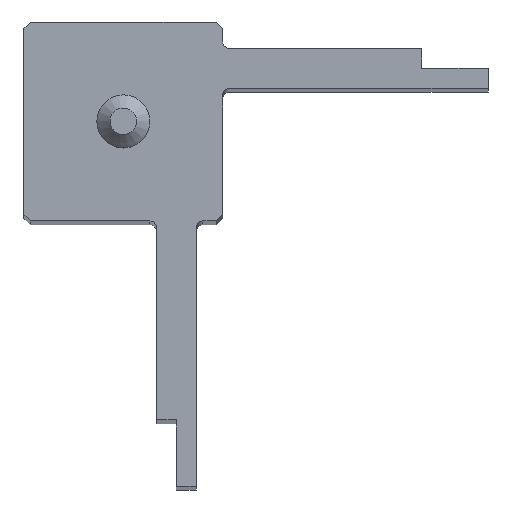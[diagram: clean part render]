
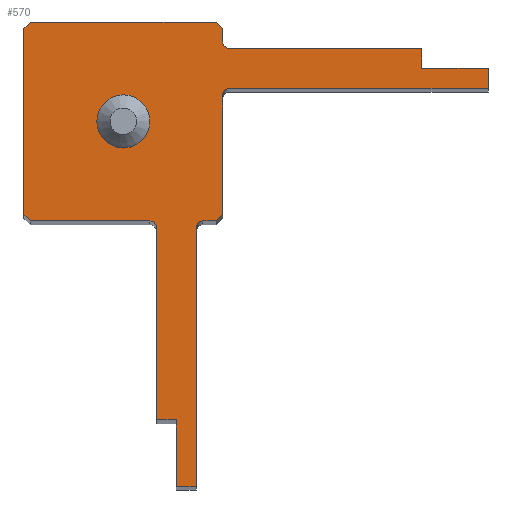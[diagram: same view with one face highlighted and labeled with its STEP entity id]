
A CAD part, top view. The second image highlights one B-rep face of the part: STEP entity #570.
In plain terms, the highlighted planar face has unit normal (0, 0, 1).
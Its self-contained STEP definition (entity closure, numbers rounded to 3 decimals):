
#24=FACE_BOUND('',#78,.T.);
#30=CIRCLE('',#622,0.5);
#31=CIRCLE('',#623,0.5);
#32=CIRCLE('',#624,0.5);
#33=CIRCLE('',#625,0.5);
#34=CIRCLE('',#626,2.);
#44=FACE_OUTER_BOUND('',#77,.T.);
#77=EDGE_LOOP('',(#418,#419,#420,#421,#422,#423,#424,#425,#426,#427,#428,
#429,#430,#431,#432,#433,#434,#435,#436,#437,#438,#439,#440,#441));
#78=EDGE_LOOP('',(#442));
#105=LINE('',#823,#173);
#111=LINE('',#834,#179);
#130=LINE('',#884,#198);
#133=LINE('',#889,#201);
#135=LINE('',#895,#203);
#136=LINE('',#897,#204);
#137=LINE('',#899,#205);
#138=LINE('',#901,#206);
#139=LINE('',#903,#207);
#140=LINE('',#906,#208);
#141=LINE('',#910,#209);
#142=LINE('',#912,#210);
#143=LINE('',#914,#211);
#144=LINE('',#916,#212);
#145=LINE('',#918,#213);
#146=LINE('',#922,#214);
#147=LINE('',#924,#215);
#148=LINE('',#926,#216);
#149=LINE('',#928,#217);
#150=LINE('',#929,#218);
#173=VECTOR('',#661,10.);
#179=VECTOR('',#669,10.);
#198=VECTOR('',#702,10.);
#201=VECTOR('',#707,10.);
#203=VECTOR('',#713,10.);
#204=VECTOR('',#714,10.);
#205=VECTOR('',#715,10.);
#206=VECTOR('',#716,10.);
#207=VECTOR('',#717,10.);
#208=VECTOR('',#720,10.);
#209=VECTOR('',#723,10.);
#210=VECTOR('',#724,10.);
#211=VECTOR('',#725,10.);
#212=VECTOR('',#726,10.);
#213=VECTOR('',#727,10.);
#214=VECTOR('',#730,10.);
#215=VECTOR('',#731,10.);
#216=VECTOR('',#732,10.);
#217=VECTOR('',#733,10.);
#218=VECTOR('',#734,10.);
#241=VERTEX_POINT('',#821);
#242=VERTEX_POINT('',#822);
#246=VERTEX_POINT('',#832);
#269=VERTEX_POINT('',#882);
#270=VERTEX_POINT('',#883);
#271=VERTEX_POINT('',#888);
#272=VERTEX_POINT('',#892);
#273=VERTEX_POINT('',#894);
#274=VERTEX_POINT('',#896);
#275=VERTEX_POINT('',#898);
#276=VERTEX_POINT('',#900);
#277=VERTEX_POINT('',#902);
#278=VERTEX_POINT('',#905);
#279=VERTEX_POINT('',#907);
#280=VERTEX_POINT('',#909);
#281=VERTEX_POINT('',#911);
#282=VERTEX_POINT('',#913);
#283=VERTEX_POINT('',#915);
#284=VERTEX_POINT('',#917);
#285=VERTEX_POINT('',#919);
#286=VERTEX_POINT('',#921);
#287=VERTEX_POINT('',#923);
#288=VERTEX_POINT('',#925);
#289=VERTEX_POINT('',#927);
#290=VERTEX_POINT('',#930);
#295=EDGE_CURVE('',#241,#242,#105,.T.);
#301=EDGE_CURVE('',#241,#246,#111,.T.);
#325=EDGE_CURVE('',#269,#270,#130,.T.);
#328=EDGE_CURVE('',#271,#270,#133,.T.);
#330=EDGE_CURVE('',#246,#272,#30,.T.);
#331=EDGE_CURVE('',#272,#273,#135,.T.);
#332=EDGE_CURVE('',#273,#274,#136,.T.);
#333=EDGE_CURVE('',#274,#275,#137,.T.);
#334=EDGE_CURVE('',#275,#276,#138,.T.);
#335=EDGE_CURVE('',#276,#277,#139,.T.);
#336=EDGE_CURVE('',#277,#271,#31,.T.);
#337=EDGE_CURVE('',#269,#278,#140,.T.);
#338=EDGE_CURVE('',#278,#279,#32,.T.);
#339=EDGE_CURVE('',#279,#280,#141,.T.);
#340=EDGE_CURVE('',#280,#281,#142,.T.);
#341=EDGE_CURVE('',#281,#282,#143,.T.);
#342=EDGE_CURVE('',#282,#283,#144,.T.);
#343=EDGE_CURVE('',#283,#284,#145,.T.);
#344=EDGE_CURVE('',#284,#285,#33,.T.);
#345=EDGE_CURVE('',#285,#286,#146,.T.);
#346=EDGE_CURVE('',#287,#286,#147,.T.);
#347=EDGE_CURVE('',#287,#288,#148,.T.);
#348=EDGE_CURVE('',#289,#288,#149,.T.);
#349=EDGE_CURVE('',#289,#242,#150,.T.);
#350=EDGE_CURVE('',#290,#290,#34,.T.);
#418=ORIENTED_EDGE('',*,*,#295,.F.);
#419=ORIENTED_EDGE('',*,*,#301,.T.);
#420=ORIENTED_EDGE('',*,*,#330,.T.);
#421=ORIENTED_EDGE('',*,*,#331,.T.);
#422=ORIENTED_EDGE('',*,*,#332,.T.);
#423=ORIENTED_EDGE('',*,*,#333,.T.);
#424=ORIENTED_EDGE('',*,*,#334,.T.);
#425=ORIENTED_EDGE('',*,*,#335,.T.);
#426=ORIENTED_EDGE('',*,*,#336,.T.);
#427=ORIENTED_EDGE('',*,*,#328,.T.);
#428=ORIENTED_EDGE('',*,*,#325,.F.);
#429=ORIENTED_EDGE('',*,*,#337,.T.);
#430=ORIENTED_EDGE('',*,*,#338,.T.);
#431=ORIENTED_EDGE('',*,*,#339,.T.);
#432=ORIENTED_EDGE('',*,*,#340,.T.);
#433=ORIENTED_EDGE('',*,*,#341,.T.);
#434=ORIENTED_EDGE('',*,*,#342,.T.);
#435=ORIENTED_EDGE('',*,*,#343,.T.);
#436=ORIENTED_EDGE('',*,*,#344,.T.);
#437=ORIENTED_EDGE('',*,*,#345,.T.);
#438=ORIENTED_EDGE('',*,*,#346,.F.);
#439=ORIENTED_EDGE('',*,*,#347,.T.);
#440=ORIENTED_EDGE('',*,*,#348,.F.);
#441=ORIENTED_EDGE('',*,*,#349,.T.);
#442=ORIENTED_EDGE('',*,*,#350,.T.);
#546=PLANE('',#621);
#570=ADVANCED_FACE('',(#44,#24),#546,.T.);
#621=AXIS2_PLACEMENT_3D('',#891,#709,#710);
#622=AXIS2_PLACEMENT_3D('',#893,#711,#712);
#623=AXIS2_PLACEMENT_3D('',#904,#718,#719);
#624=AXIS2_PLACEMENT_3D('',#908,#721,#722);
#625=AXIS2_PLACEMENT_3D('',#920,#728,#729);
#626=AXIS2_PLACEMENT_3D('',#931,#735,#736);
#661=DIRECTION('',(-0.707,0.707,0.));
#669=DIRECTION('',(1.,0.,0.));
#702=DIRECTION('',(-0.707,-0.707,0.));
#707=DIRECTION('',(1.,0.,0.));
#709=DIRECTION('center_axis',(0.,0.,1.));
#710=DIRECTION('ref_axis',(1.,0.,0.));
#711=DIRECTION('center_axis',(0.,0.,-1.));
#712=DIRECTION('ref_axis',(0.707,0.707,0.));
#713=DIRECTION('',(0.,-1.,0.));
#714=DIRECTION('',(1.,0.,0.));
#715=DIRECTION('',(0.,-1.,0.));
#716=DIRECTION('',(1.,0.,0.));
#717=DIRECTION('',(0.,1.,0.));
#718=DIRECTION('center_axis',(0.,0.,-1.));
#719=DIRECTION('ref_axis',(-0.707,0.707,0.));
#720=DIRECTION('',(0.,1.,0.));
#721=DIRECTION('center_axis',(0.,0.,-1.));
#722=DIRECTION('ref_axis',(-0.707,0.707,0.));
#723=DIRECTION('',(1.,0.,0.));
#724=DIRECTION('',(0.,1.,0.));
#725=DIRECTION('',(-1.,0.,0.));
#726=DIRECTION('',(0.,1.,0.));
#727=DIRECTION('',(-1.,0.,0.));
#728=DIRECTION('center_axis',(0.,0.,-1.));
#729=DIRECTION('ref_axis',(-0.707,-0.707,0.));
#730=DIRECTION('',(0.,1.,0.));
#731=DIRECTION('',(0.707,-0.707,0.));
#732=DIRECTION('',(-1.,0.,0.));
#733=DIRECTION('',(0.707,0.707,0.));
#734=DIRECTION('',(0.,-1.,0.));
#735=DIRECTION('center_axis',(0.,0.,-1.));
#736=DIRECTION('ref_axis',(-1.,0.,0.));
#821=CARTESIAN_POINT('',(-7.,-7.5,160.));
#822=CARTESIAN_POINT('',(-7.5,-7.,160.));
#823=CARTESIAN_POINT('',(-7.25,-7.25,160.));
#832=CARTESIAN_POINT('',(2.,-7.5,160.));
#834=CARTESIAN_POINT('',(7.5,-7.5,160.));
#882=CARTESIAN_POINT('',(7.5,-7.,160.));
#883=CARTESIAN_POINT('',(7.,-7.5,160.));
#884=CARTESIAN_POINT('',(7.25,-7.25,160.));
#888=CARTESIAN_POINT('',(6.,-7.5,160.));
#889=CARTESIAN_POINT('',(7.5,-7.5,160.));
#891=CARTESIAN_POINT('Origin',(0.,0.,160.));
#892=CARTESIAN_POINT('',(2.5,-8.,160.));
#893=CARTESIAN_POINT('Origin',(2.,-8.,160.));
#894=CARTESIAN_POINT('',(2.5,-22.5,160.));
#895=CARTESIAN_POINT('',(2.5,-4.,160.));
#896=CARTESIAN_POINT('',(4.,-22.5,160.));
#897=CARTESIAN_POINT('',(1.25,-22.5,160.));
#898=CARTESIAN_POINT('',(4.,-27.5,160.));
#899=CARTESIAN_POINT('',(4.,-12.5,160.));
#900=CARTESIAN_POINT('',(5.5,-27.5,160.));
#901=CARTESIAN_POINT('',(2.5,-27.5,160.));
#902=CARTESIAN_POINT('',(5.5,-8.,160.));
#903=CARTESIAN_POINT('',(5.5,-27.5,160.));
#904=CARTESIAN_POINT('Origin',(6.,-8.,160.));
#905=CARTESIAN_POINT('',(7.5,2.,160.));
#906=CARTESIAN_POINT('',(7.5,7.5,160.));
#907=CARTESIAN_POINT('',(8.,2.5,160.));
#908=CARTESIAN_POINT('Origin',(8.,2.,160.));
#909=CARTESIAN_POINT('',(27.5,2.5,160.));
#910=CARTESIAN_POINT('',(27.5,2.5,160.));
#911=CARTESIAN_POINT('',(27.5,4.,160.));
#912=CARTESIAN_POINT('',(27.5,5.5,160.));
#913=CARTESIAN_POINT('',(22.5,4.,160.));
#914=CARTESIAN_POINT('',(12.5,4.,160.));
#915=CARTESIAN_POINT('',(22.5,5.5,160.));
#916=CARTESIAN_POINT('',(22.5,2.75,160.));
#917=CARTESIAN_POINT('',(8.,5.5,160.));
#918=CARTESIAN_POINT('',(4.,5.5,160.));
#919=CARTESIAN_POINT('',(7.5,6.,160.));
#920=CARTESIAN_POINT('Origin',(8.,6.,160.));
#921=CARTESIAN_POINT('',(7.5,7.,160.));
#922=CARTESIAN_POINT('',(7.5,7.5,160.));
#923=CARTESIAN_POINT('',(7.,7.5,160.));
#924=CARTESIAN_POINT('',(7.25,7.25,160.));
#925=CARTESIAN_POINT('',(-7.,7.5,160.));
#926=CARTESIAN_POINT('',(-7.5,7.5,160.));
#927=CARTESIAN_POINT('',(-7.5,7.,160.));
#928=CARTESIAN_POINT('',(-7.25,7.25,160.));
#929=CARTESIAN_POINT('',(-7.5,-7.5,160.));
#930=CARTESIAN_POINT('',(2.,0.,160.));
#931=CARTESIAN_POINT('Origin',(0.,0.,160.));
